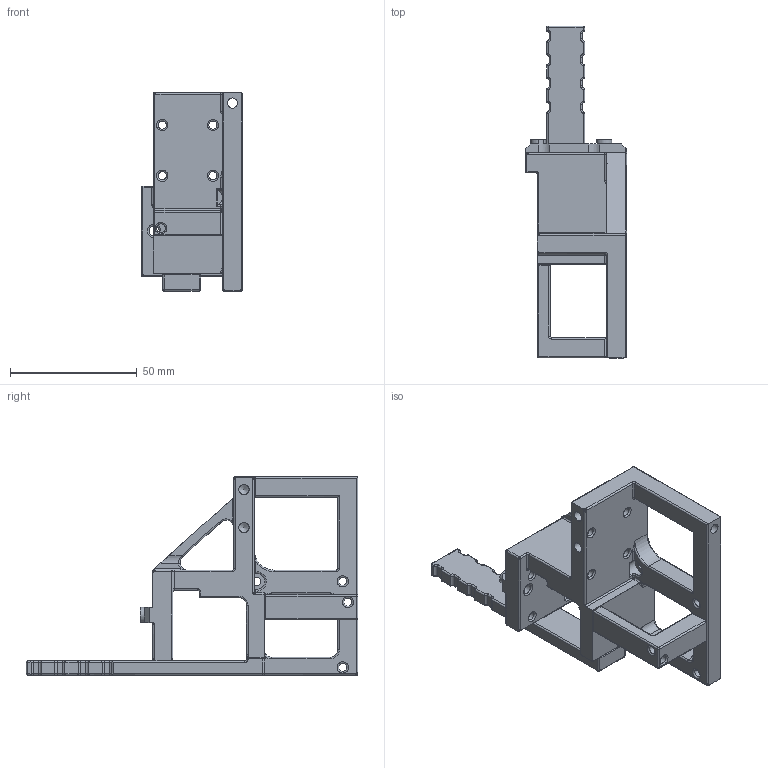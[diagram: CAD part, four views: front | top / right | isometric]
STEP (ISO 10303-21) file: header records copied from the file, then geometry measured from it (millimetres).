
FILE_DESCRIPTION(/* description */ (''),/* implementation_level */ '2;1');
FILE_NAME(/* name */ 'B-Toolhead_Mount_Rear_Brace-X.stp',/* time_stamp */ '2020-11-23T12:45:24-08:00',/* author */ (''),/* organization */ (''),/* preprocessor_version */ 'ST-DEVELOPER v18.1',/* originating_system */ 'Autodesk Translation Framework v9.3.0.1241',/* authorisation */ '');
FILE_SCHEMA (('AUTOMOTIVE_DESIGN { 1 0 10303 214 3 1 1 }'));
Length unit declared in the file: millimetre
Products named in the file (1): Mount
Bounding box: 39.9 x 131 x 78.2 mm (x, y, z)
Volume: 61187.5 mm3; surface area: 27675 mm2
Topology: 3 solids, 3 shells, 503 faces, 1231 edges, 726 vertices
Faces by surface type: cylinder 218, torus 113, plane 82, bspline 60, sphere 25, cone 5
Full cylindrical faces by diameter (mm): 3.2 x14, 3.4 x4, 4 x10, 6 x1, 6.5 x1
Entity records: 19545 total; most frequent: CARTESIAN_POINT 7673, DIRECTION 2584, ORIENTED_EDGE 2444, EDGE_CURVE 1222, AXIS2_PLACEMENT_3D 1074, VERTEX_POINT 726, CIRCLE 589, EDGE_LOOP 554
